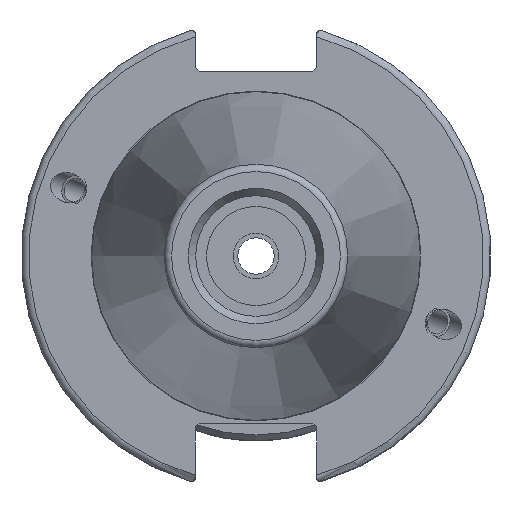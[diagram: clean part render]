
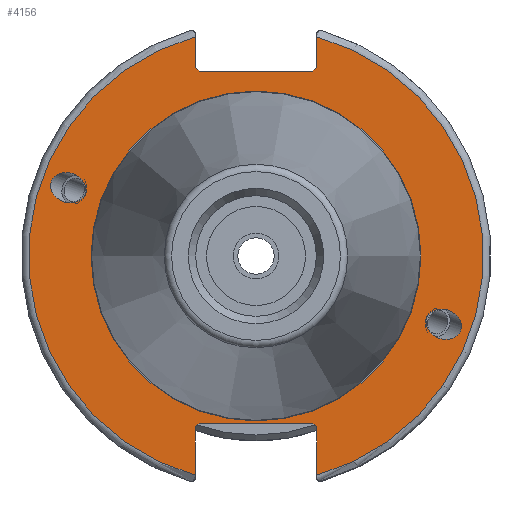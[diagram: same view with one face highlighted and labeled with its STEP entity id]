
A CAD part, left-side view. The second image highlights one B-rep face of the part: STEP entity #4156.
In plain terms, the highlighted planar face has unit normal (-1, 0, 0).
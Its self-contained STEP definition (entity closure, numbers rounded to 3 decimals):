
#171=ELLIPSE('',#4525,2.442,2.);
#180=ELLIPSE('',#4568,2.442,2.);
#327=FACE_BOUND('',#857,.T.);
#328=FACE_BOUND('',#858,.T.);
#329=FACE_BOUND('',#859,.T.);
#371=PLANE('',#4574);
#584=FACE_OUTER_BOUND('',#856,.T.);
#856=EDGE_LOOP('',(#3084,#3085,#3086,#3087,#3088,#3089,#3090,#3091,#3092,
#3093,#3094,#3095));
#857=EDGE_LOOP('',(#3096));
#858=EDGE_LOOP('',(#3097));
#859=EDGE_LOOP('',(#3098));
#1127=LINE('',#6729,#1367);
#1128=LINE('',#6731,#1368);
#1129=LINE('',#6733,#1369);
#1130=LINE('',#6735,#1370);
#1131=LINE('',#6737,#1371);
#1132=LINE('',#6741,#1372);
#1133=LINE('',#6743,#1373);
#1134=LINE('',#6745,#1374);
#1135=LINE('',#6747,#1375);
#1136=LINE('',#6748,#1376);
#1367=VECTOR('',#5276,10.);
#1368=VECTOR('',#5277,10.);
#1369=VECTOR('',#5278,10.);
#1370=VECTOR('',#5279,10.);
#1371=VECTOR('',#5280,10.);
#1372=VECTOR('',#5283,10.);
#1373=VECTOR('',#5284,10.);
#1374=VECTOR('',#5285,10.);
#1375=VECTOR('',#5286,10.);
#1376=VECTOR('',#5287,10.);
#1619=CIRCLE('',#4572,22.3);
#1621=CIRCLE('',#4575,30.75);
#1622=CIRCLE('',#4576,30.75);
#1857=VERTEX_POINT('',#6530);
#1897=VERTEX_POINT('',#6713);
#1900=VERTEX_POINT('',#6720);
#1901=VERTEX_POINT('',#6725);
#1902=VERTEX_POINT('',#6726);
#1903=VERTEX_POINT('',#6728);
#1904=VERTEX_POINT('',#6730);
#1905=VERTEX_POINT('',#6732);
#1906=VERTEX_POINT('',#6734);
#1907=VERTEX_POINT('',#6736);
#1908=VERTEX_POINT('',#6738);
#1909=VERTEX_POINT('',#6740);
#1910=VERTEX_POINT('',#6742);
#1911=VERTEX_POINT('',#6744);
#1912=VERTEX_POINT('',#6746);
#2287=EDGE_CURVE('',#1857,#1857,#171,.T.);
#2343=EDGE_CURVE('',#1897,#1897,#180,.T.);
#2346=EDGE_CURVE('',#1900,#1900,#1619,.T.);
#2348=EDGE_CURVE('',#1901,#1902,#1621,.T.);
#2349=EDGE_CURVE('',#1901,#1903,#1127,.T.);
#2350=EDGE_CURVE('',#1904,#1903,#1128,.T.);
#2351=EDGE_CURVE('',#1904,#1905,#1129,.T.);
#2352=EDGE_CURVE('',#1906,#1905,#1130,.T.);
#2353=EDGE_CURVE('',#1906,#1907,#1131,.T.);
#2354=EDGE_CURVE('',#1908,#1907,#1622,.T.);
#2355=EDGE_CURVE('',#1908,#1909,#1132,.T.);
#2356=EDGE_CURVE('',#1910,#1909,#1133,.T.);
#2357=EDGE_CURVE('',#1910,#1911,#1134,.T.);
#2358=EDGE_CURVE('',#1912,#1911,#1135,.T.);
#2359=EDGE_CURVE('',#1912,#1902,#1136,.T.);
#3084=ORIENTED_EDGE('',*,*,#2348,.F.);
#3085=ORIENTED_EDGE('',*,*,#2349,.T.);
#3086=ORIENTED_EDGE('',*,*,#2350,.F.);
#3087=ORIENTED_EDGE('',*,*,#2351,.T.);
#3088=ORIENTED_EDGE('',*,*,#2352,.F.);
#3089=ORIENTED_EDGE('',*,*,#2353,.T.);
#3090=ORIENTED_EDGE('',*,*,#2354,.F.);
#3091=ORIENTED_EDGE('',*,*,#2355,.T.);
#3092=ORIENTED_EDGE('',*,*,#2356,.F.);
#3093=ORIENTED_EDGE('',*,*,#2357,.T.);
#3094=ORIENTED_EDGE('',*,*,#2358,.F.);
#3095=ORIENTED_EDGE('',*,*,#2359,.T.);
#3096=ORIENTED_EDGE('',*,*,#2287,.T.);
#3097=ORIENTED_EDGE('',*,*,#2343,.T.);
#3098=ORIENTED_EDGE('',*,*,#2346,.F.);
#4156=ADVANCED_FACE('',(#584,#327,#328,#329),#371,.T.);
#4525=AXIS2_PLACEMENT_3D('',#6532,#5157,#5158);
#4568=AXIS2_PLACEMENT_3D('',#6715,#5260,#5261);
#4572=AXIS2_PLACEMENT_3D('',#6722,#5268,#5269);
#4574=AXIS2_PLACEMENT_3D('',#6724,#5272,#5273);
#4575=AXIS2_PLACEMENT_3D('',#6727,#5274,#5275);
#4576=AXIS2_PLACEMENT_3D('',#6739,#5281,#5282);
#5157=DIRECTION('center_axis',(1.,0.,0.));
#5158=DIRECTION('ref_axis',(0.,-0.94,-0.342));
#5260=DIRECTION('center_axis',(1.,0.,0.));
#5261=DIRECTION('ref_axis',(0.,0.94,0.342));
#5268=DIRECTION('center_axis',(-1.,0.,0.));
#5269=DIRECTION('ref_axis',(0.,-1.,0.));
#5272=DIRECTION('center_axis',(-1.,0.,0.));
#5273=DIRECTION('ref_axis',(0.,0.,1.));
#5274=DIRECTION('center_axis',(1.,0.,0.));
#5275=DIRECTION('ref_axis',(0.,-1.,0.));
#5276=DIRECTION('',(0.,0.,-1.));
#5277=DIRECTION('',(0.,-0.707,0.707));
#5278=DIRECTION('',(0.,1.,0.));
#5279=DIRECTION('',(0.,-0.707,-0.707));
#5280=DIRECTION('',(0.,0.,1.));
#5281=DIRECTION('center_axis',(1.,0.,0.));
#5282=DIRECTION('ref_axis',(0.,1.,0.));
#5283=DIRECTION('',(0.,0.,1.));
#5284=DIRECTION('',(0.,0.707,-0.707));
#5285=DIRECTION('',(0.,-1.,0.));
#5286=DIRECTION('',(0.,0.707,0.707));
#5287=DIRECTION('',(0.,0.,-1.));
#6530=CARTESIAN_POINT('',(3.175,-23.077,-8.399));
#6532=CARTESIAN_POINT('Origin',(3.175,-25.372,-9.235));
#6713=CARTESIAN_POINT('',(3.175,23.077,8.399));
#6715=CARTESIAN_POINT('Origin',(3.175,25.372,9.235));
#6720=CARTESIAN_POINT('',(3.175,0.,22.3));
#6722=CARTESIAN_POINT('Origin',(3.175,0.,0.));
#6724=CARTESIAN_POINT('Origin',(3.175,31.75,0.));
#6725=CARTESIAN_POINT('',(3.175,-8.19,29.639));
#6726=CARTESIAN_POINT('',(3.175,-8.19,-29.639));
#6727=CARTESIAN_POINT('Origin',(3.175,0.,0.));
#6728=CARTESIAN_POINT('',(3.175,-8.19,25.5));
#6729=CARTESIAN_POINT('',(3.175,-8.19,12.5));
#6730=CARTESIAN_POINT('',(3.175,-7.69,25.));
#6731=CARTESIAN_POINT('',(3.175,8.295,9.015));
#6732=CARTESIAN_POINT('',(3.175,7.69,25.));
#6733=CARTESIAN_POINT('',(3.175,15.875,25.));
#6734=CARTESIAN_POINT('',(3.175,8.19,25.5));
#6735=CARTESIAN_POINT('',(3.175,7.58,24.89));
#6736=CARTESIAN_POINT('',(3.175,8.19,29.639));
#6737=CARTESIAN_POINT('',(3.175,8.19,12.5));
#6738=CARTESIAN_POINT('',(3.175,8.19,-29.639));
#6739=CARTESIAN_POINT('Origin',(3.175,0.,0.));
#6740=CARTESIAN_POINT('',(3.175,8.19,-23.1));
#6741=CARTESIAN_POINT('',(3.175,8.19,-11.3));
#6742=CARTESIAN_POINT('',(3.175,7.69,-22.6));
#6743=CARTESIAN_POINT('',(3.175,8.18,-23.09));
#6744=CARTESIAN_POINT('',(3.175,-7.69,-22.6));
#6745=CARTESIAN_POINT('',(3.175,15.875,-22.6));
#6746=CARTESIAN_POINT('',(3.175,-8.19,-23.1));
#6747=CARTESIAN_POINT('',(3.175,7.695,-7.215));
#6748=CARTESIAN_POINT('',(3.175,-8.19,-11.3));
